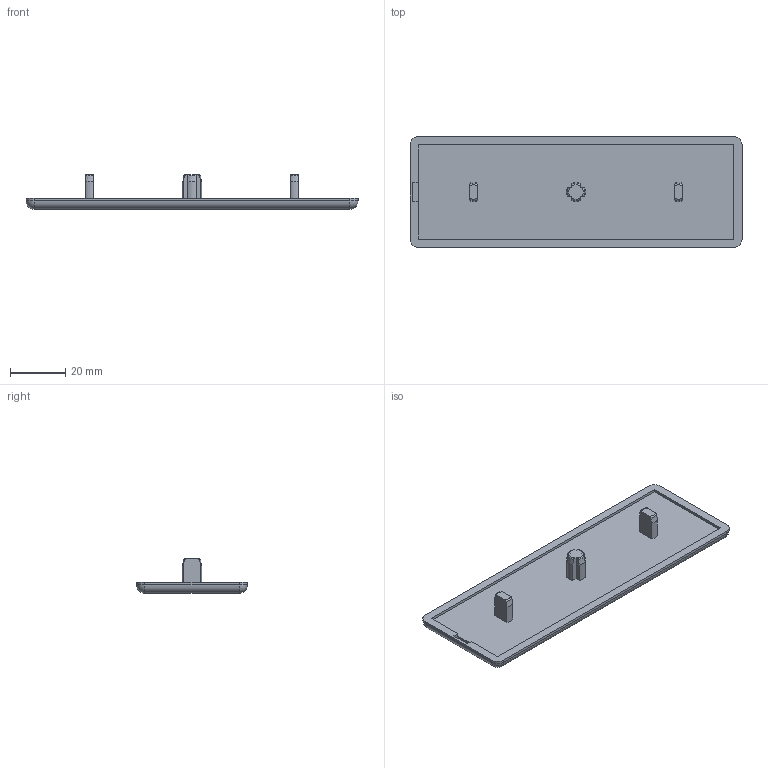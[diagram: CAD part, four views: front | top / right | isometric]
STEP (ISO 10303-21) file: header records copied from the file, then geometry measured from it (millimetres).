
FILE_DESCRIPTION(/* description */ (''),/* implementation_level */ '2;1');
FILE_NAME(/* name */ '2240120.stp',/* time_stamp */ '2019-01-19T10:49:40+01:00',/* author */ ('Kvasnička'),/* organization */ ('Alutec K&K'),/* preprocessor_version */ 'ST-DEVELOPER v17',/* originating_system */ 'Autodesk Inventor 2018',/* authorisation */ '');
FILE_SCHEMA (('AUTOMOTIVE_DESIGN { 1 0 10303 214 3 1 1 }'));
Length unit declared in the file: millimetre
Products named in the file (1): 2240120
Bounding box: 120 x 40 x 12.5 mm (x, y, z)
Volume: 15330.7 mm3; surface area: 11325.7 mm2
Topology: 1 solids, 1 shells, 68 faces, 172 edges, 110 vertices
Faces by surface type: plane 32, cylinder 16, torus 8, cone 8, sphere 4
Entity records: 2167 total; most frequent: CARTESIAN_POINT 527, ORIENTED_EDGE 344, DIRECTION 326, EDGE_CURVE 172, AXIS2_PLACEMENT_3D 117, VERTEX_POINT 110, LINE 92, VECTOR 92
